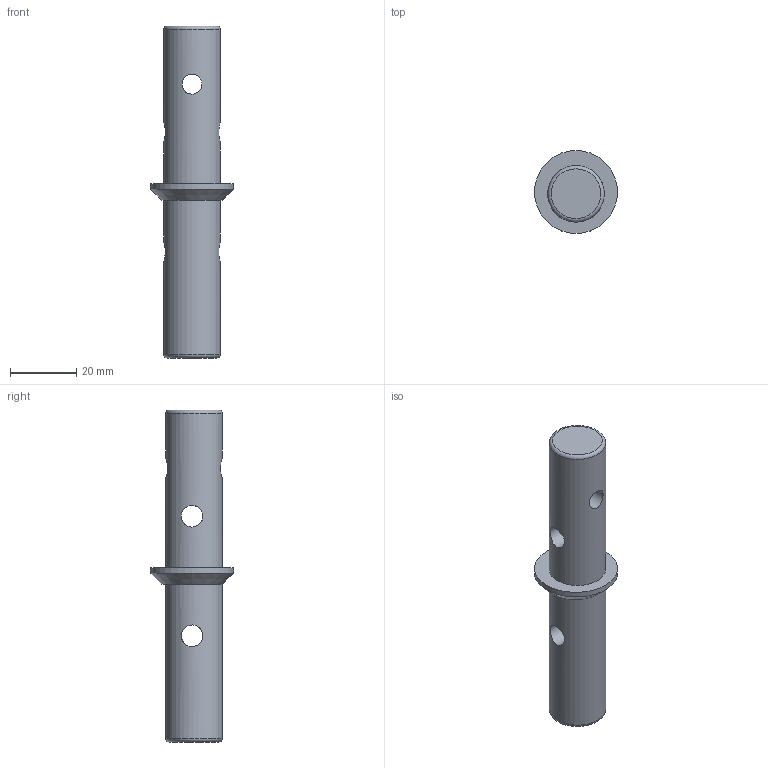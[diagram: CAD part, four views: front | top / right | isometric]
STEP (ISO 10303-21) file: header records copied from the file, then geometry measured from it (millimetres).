
FILE_DESCRIPTION(('FreeCAD Model'),'2;1');
FILE_NAME('Open CASCADE Shape Model','2025-02-18T10:54:40',(''),(''), 'Open CASCADE STEP processor 7.8','FreeCAD','Unknown');
FILE_SCHEMA(('AUTOMOTIVE_DESIGN { 1 0 10303 214 1 1 1 1 }'));
Length unit declared in the file: millimetre
Products named in the file (1): Body
Bounding box: 25 x 25 x 100 mm (x, y, z)
Volume: 22027.8 mm3; surface area: 7018.7 mm2
Topology: 1 solids, 1 shells, 13 faces, 30 edges, 19 vertices
Faces by surface type: cylinder 6, plane 4, torus 2, cone 1
Full cylindrical faces by diameter (mm): 6 x1, 6.5 x2, 17 x2, 25 x1
Entity records: 1109 total; most frequent: CARTESIAN_POINT 787, ORIENTED_EDGE 60, DIRECTION 59, EDGE_CURVE 30, AXIS2_PLACEMENT_3D 25, FACE_BOUND 19, EDGE_LOOP 19, VERTEX_POINT 19
